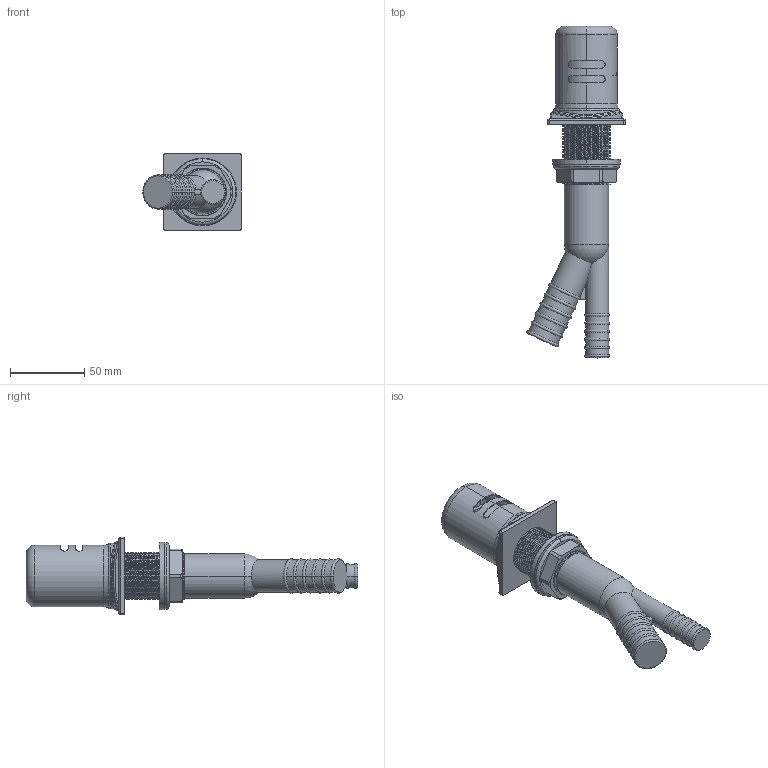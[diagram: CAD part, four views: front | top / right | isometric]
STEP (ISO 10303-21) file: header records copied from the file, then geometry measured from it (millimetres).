
FILE_DESCRIPTION((''),'2;1');
FILE_NAME('3170-5711','2021-10-04T14:49:46',('rsmith'),(''),'CREO PARAMETRIC BY PTC INC, 2018400','CREO PARAMETRIC BY PTC INC, 2018400','');
FILE_SCHEMA(('AUTOMOTIVE_DESIGN { 1 0 10303 214 1 1 1 1 }'));
Length unit declared in the file: inch
Products named in the file (1): 3170-5711
Bounding box: 66.22 x 223.58 x 52.07 mm (x, y, z)
Volume: 168322.1 mm3; surface area: 52645.5 mm2
Topology: 2 solids, 2 shells, 310 faces, 780 edges, 484 vertices
Faces by surface type: cylinder 140, plane 73, bspline 52, torus 31, sphere 6, cone 6, extrusion 2
Entity records: 30525 total; most frequent: CARTESIAN_POINT 19855, ORIENTED_EDGE 1560, DIRECTION 1257, PRESENTATION_STYLE_ASSIGNMENT 955, STYLED_ITEM 863, CURVE_STYLE 782, EDGE_CURVE 780, VERTEX_POINT 484
